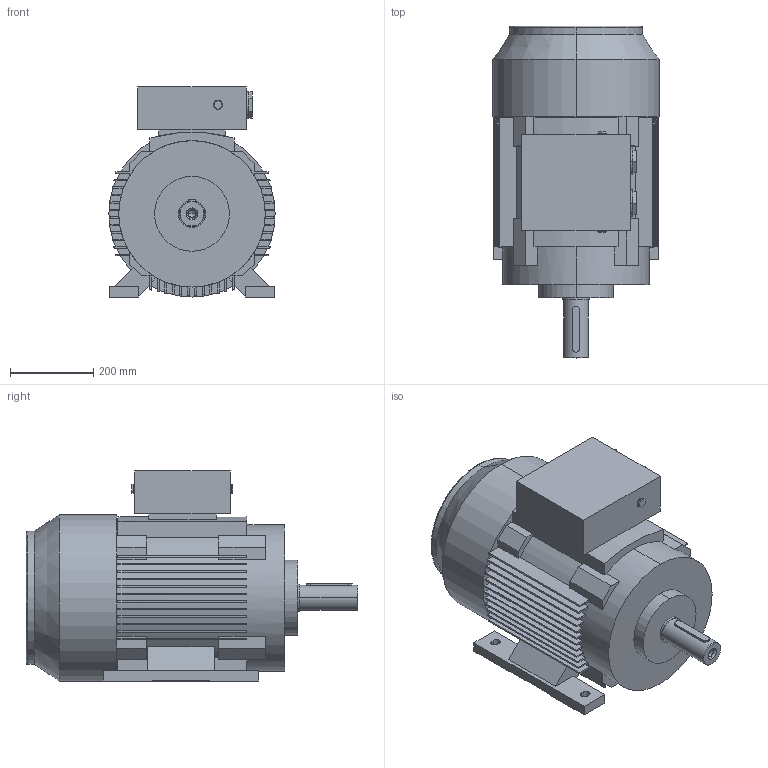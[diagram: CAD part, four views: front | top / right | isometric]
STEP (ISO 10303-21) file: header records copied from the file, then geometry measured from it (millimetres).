
FILE_DESCRIPTION (( 'STEP AP203' ), '1' );
FILE_NAME ('Ýëåêòðîäâèãàòåëü ÀÈÐ200L4,6,8.STEP', '2012-10-02T06:42:19', ( 'Áîðèñ' ), ( '' ), 'SwSTEP 2.0', 'SolidWorks 2010', '' );
FILE_SCHEMA (( 'CONFIG_CONTROL_DESIGN' ));
Length unit declared in the file: millimetre
Products named in the file (1): Ýëåêòðîäâèãàòåëü ÀÈÐ200L4,6,8
Bounding box: 400 x 798 x 505 mm (x, y, z)
Volume: 77826364.4 mm3; surface area: 1960339 mm2
Topology: 2 solids, 2 shells, 408 faces, 1016 edges, 653 vertices
Faces by surface type: plane 314, cylinder 82, cone 8, bspline 4
Entity records: 12269 total; most frequent: CARTESIAN_POINT 2232, DIRECTION 2102, ORIENTED_EDGE 2028, EDGE_CURVE 1014, LINE 728, VECTOR 728, AXIS2_PLACEMENT_3D 687, VERTEX_POINT 653
